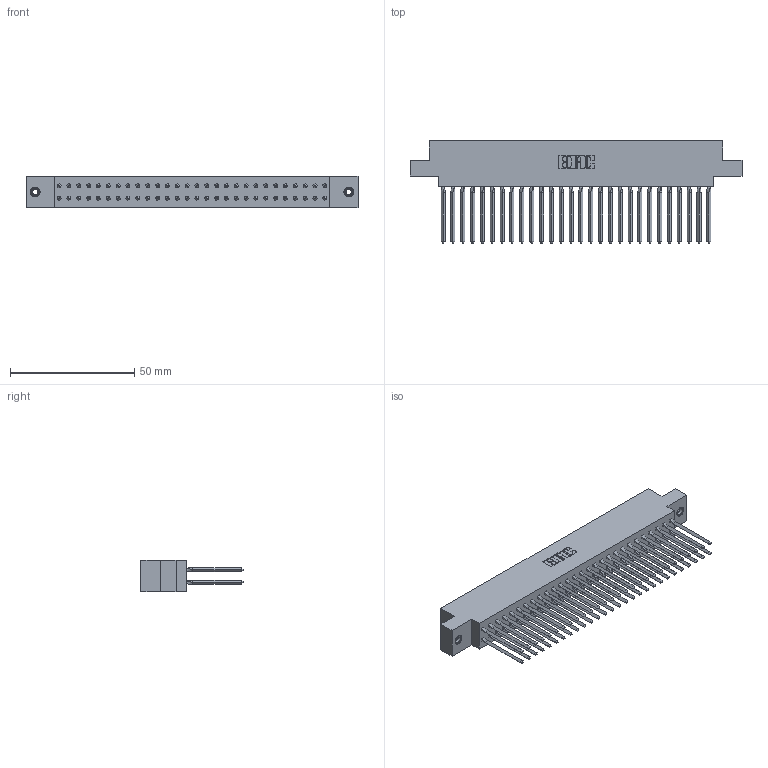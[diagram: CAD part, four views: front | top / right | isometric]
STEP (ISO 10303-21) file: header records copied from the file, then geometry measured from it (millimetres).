
FILE_DESCRIPTION (( 'STEP AP203' ), '1' );
FILE_NAME ('317-056-543-878.STEP', '2020-02-28T04:31:01', ( '' ), ( '' ), 'SwSTEP 2.0', 'SolidWorks 2016', '' );
FILE_SCHEMA (( 'CONFIG_CONTROL_DESIGN' ));
Length unit declared in the file: inch
Products named in the file (4): 317 Part_.156 Dia - TI; 317-056-543-878; 345-250-001_345-250-003-102; 317-290-001_543
Assembly tree (59 placements, depth 2):
  317-056-543-878
    317 Part_.156 Dia - TI
    317-290-001_543  x56
    345-250-001_345-250-003-102  x2
Bounding box: 133.65 x 41.15 x 12.7 mm (x, y, z)
Volume: 22230.3 mm3; surface area: 33196.7 mm2
Topology: 59 solids, 59 shells, 5146 faces, 14243 edges, 9170 vertices
Faces by surface type: plane 4178, cylinder 728, bspline 224, cone 12, torus 4
Entity records: 43613 total; most frequent: CARTESIAN_POINT 7994, ORIENTED_EDGE 7486, DIRECTION 6287, EDGE_CURVE 3743, VECTOR 3467, LINE 3467, VERTEX_POINT 2485, AXIS2_PLACEMENT_3D 1410
